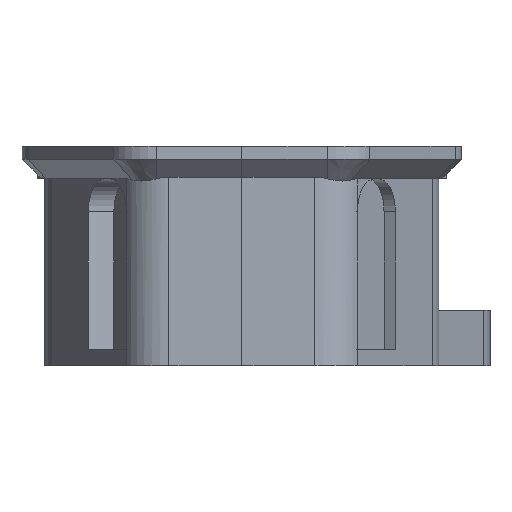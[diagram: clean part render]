
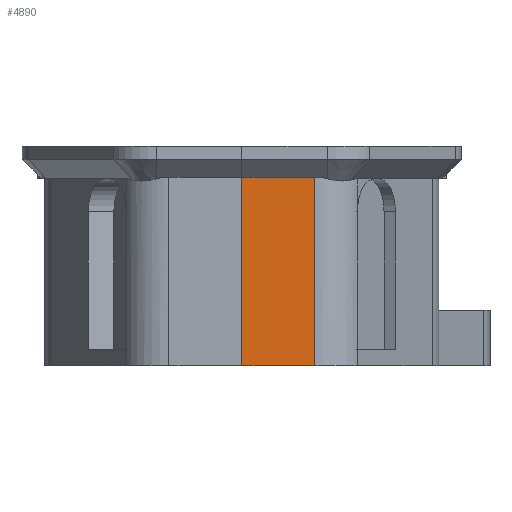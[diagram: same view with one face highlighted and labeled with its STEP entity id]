
A CAD part, left-side view. The second image highlights one B-rep face of the part: STEP entity #4890.
In plain terms, the highlighted planar face has unit normal (-1, 0, 0).
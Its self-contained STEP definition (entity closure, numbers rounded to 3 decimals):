
#351=PLANE('',#5176);
#595=FACE_OUTER_BOUND('',#873,.T.);
#873=EDGE_LOOP('',(#4186,#4187,#4188,#4189));
#1108=LINE('',#6795,#1603);
#1113=LINE('',#6806,#1608);
#1285=LINE('',#8370,#1780);
#1286=LINE('',#8371,#1781);
#1603=VECTOR('',#5667,10.);
#1608=VECTOR('',#5676,10.);
#1780=VECTOR('',#5962,10.);
#1781=VECTOR('',#5963,10.);
#2167=VERTEX_POINT('',#6792);
#2168=VERTEX_POINT('',#6794);
#2172=VERTEX_POINT('',#6804);
#2362=VERTEX_POINT('',#8369);
#2702=EDGE_CURVE('',#2167,#2168,#1108,.T.);
#2708=EDGE_CURVE('',#2172,#2167,#1113,.T.);
#2999=EDGE_CURVE('',#2168,#2362,#1285,.T.);
#3000=EDGE_CURVE('',#2362,#2172,#1286,.F.);
#4186=ORIENTED_EDGE('',*,*,#2999,.F.);
#4187=ORIENTED_EDGE('',*,*,#2702,.F.);
#4188=ORIENTED_EDGE('',*,*,#2708,.F.);
#4189=ORIENTED_EDGE('',*,*,#3000,.F.);
#4890=ADVANCED_FACE('',(#595),#351,.F.);
#5176=AXIS2_PLACEMENT_3D('',#8368,#5960,#5961);
#5667=DIRECTION('',(0.,1.,0.));
#5676=DIRECTION('',(0.,0.,-1.));
#5960=DIRECTION('center_axis',(1.,0.,0.));
#5961=DIRECTION('ref_axis',(0.,1.,0.));
#5962=DIRECTION('',(0.,0.,1.));
#5963=DIRECTION('',(0.,1.,0.));
#6792=CARTESIAN_POINT('',(-10.9,-4.446,-3.4));
#6794=CARTESIAN_POINT('',(-10.9,0.,-3.4));
#6795=CARTESIAN_POINT('',(-10.9,-3.118,-3.4));
#6804=CARTESIAN_POINT('',(-10.9,-4.446,8.1));
#6806=CARTESIAN_POINT('',(-10.9,-4.446,-3.4));
#8368=CARTESIAN_POINT('Origin',(-10.9,-6.235,-3.4));
#8369=CARTESIAN_POINT('',(-10.9,0.,8.1));
#8370=CARTESIAN_POINT('',(-10.9,0.,-0.05));
#8371=CARTESIAN_POINT('',(-10.9,-1.386,8.1));
